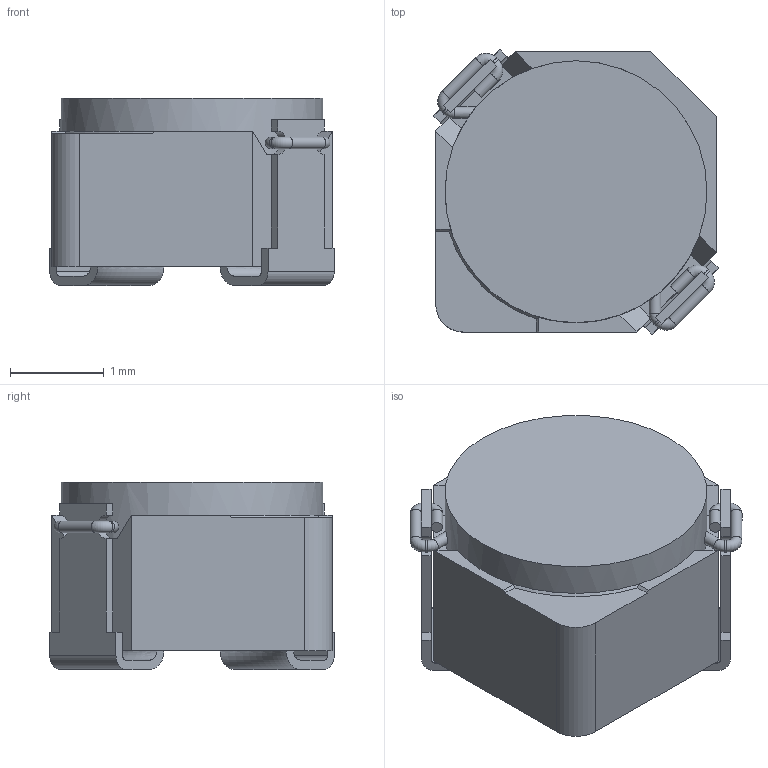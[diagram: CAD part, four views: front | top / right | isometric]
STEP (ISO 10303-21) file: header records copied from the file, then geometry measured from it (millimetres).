
FILE_DESCRIPTION(/* description */ ('STEP AP214'),/* implementation_level */ '2;1');
FILE_NAME(/* name */ 'CDRH2D18_LDNP-470NC.step',/* time_stamp */ '2025-12-02T07:31:16-05:00',/* author */ (''),/* organization */ (''),/* preprocessor_version */ 'ST-DEVELOPER v20.1',/* originating_system */ 'Autodesk Translation Framework v14.17.0.0',/* authorisation */ '');
FILE_SCHEMA (('AUTOMOTIVE_DESIGN { 1 0 10303 214 3 1 1 }'));
Length unit declared in the file: millimetre
Products named in the file (1): CDRH2D18_LDNP-470N
Bounding box: 3.04 x 3.04 x 2 mm (x, y, z)
Volume: 13.5 mm3; surface area: 47.1 mm2
Topology: 5 solids, 5 shells, 94 faces, 225 edges, 143 vertices
Faces by surface type: plane 53, cylinder 28, torus 12, cone 1
Full cylindrical faces by diameter (mm): 0.125 x10, 2.1 x1, 2.5 x1, 2.8 x1
Entity records: 2876 total; most frequent: CARTESIAN_POINT 608, DIRECTION 475, ORIENTED_EDGE 450, EDGE_CURVE 225, AXIS2_PLACEMENT_3D 168, VERTEX_POINT 143, LINE 139, VECTOR 139
